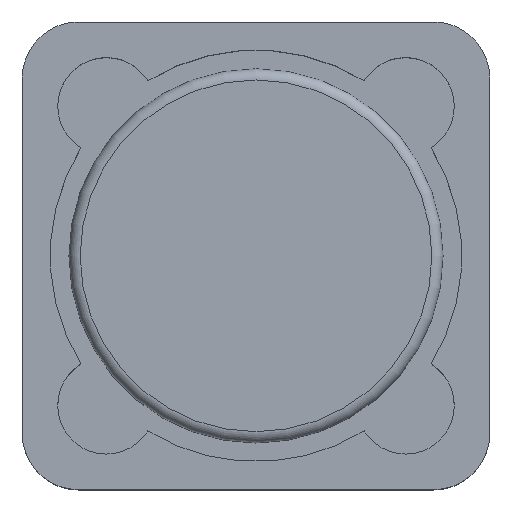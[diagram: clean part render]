
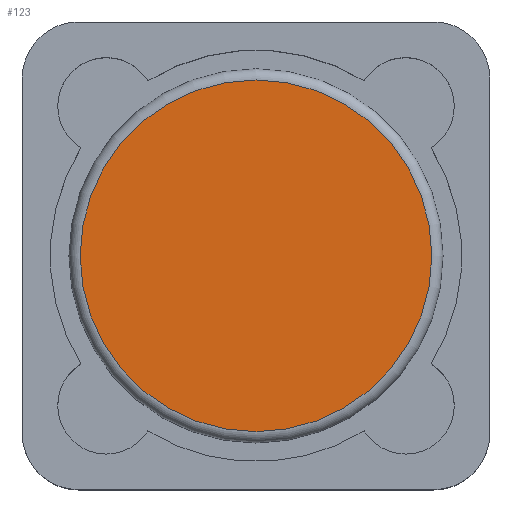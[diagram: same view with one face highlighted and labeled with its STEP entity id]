
A CAD part, top view. The second image highlights one B-rep face of the part: STEP entity #123.
In plain terms, the highlighted planar face has unit normal (0, 0, 1).
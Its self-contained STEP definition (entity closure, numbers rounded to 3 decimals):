
#13=DIRECTION('',(0.,0.,1.));
#29=DIRECTION('',(0.,0.,-1.));
#35=DIRECTION('',(1.,0.,0.));
#43=AXIS2_PLACEMENT_3D('',#44,#13,#35);
#44=CARTESIAN_POINT('',(0.,0.,6.));
#50=VERTEX_POINT('',#51);
#51=CARTESIAN_POINT('',(4.7,0.,6.));
#58=ORIENTED_EDGE('',*,*,#59,.F.);
#59=EDGE_CURVE('',#50,#50,#60,.T.);
#60=CIRCLE('',#43,4.7);
#123=ADVANCED_FACE('',(#124),#126,.F.);
#124=FACE_BOUND('',#125,.F.);
#125=EDGE_LOOP('',(#58));
#126=PLANE('',#127);
#127=AXIS2_PLACEMENT_3D('',#44,#29,#128);
#128=DIRECTION('',(-1.,0.,0.));
